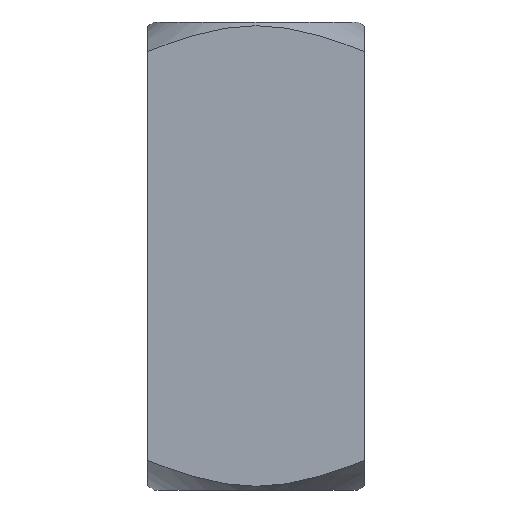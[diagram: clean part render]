
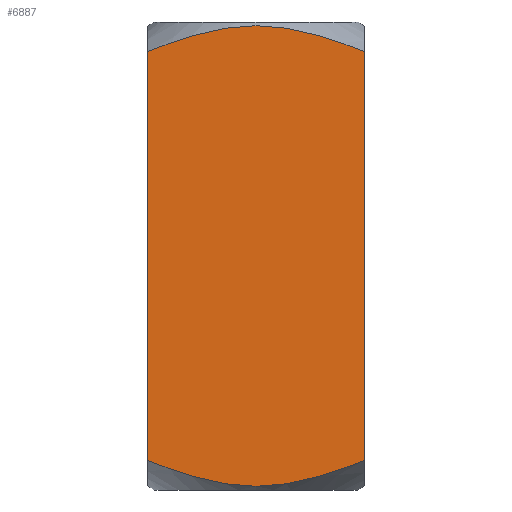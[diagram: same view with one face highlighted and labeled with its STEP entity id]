
A CAD part, front view. The second image highlights one B-rep face of the part: STEP entity #6887.
In plain terms, the highlighted planar face has unit normal (0, -1, 0).
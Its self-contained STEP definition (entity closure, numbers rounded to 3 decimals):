
#24=(
BOUNDED_CURVE()
B_SPLINE_CURVE(2,(#10351,#10352,#10353),.UNSPECIFIED.,.F.,.F.)
B_SPLINE_CURVE_WITH_KNOTS((3,3),(4.178,7.308),
 .UNSPECIFIED.)
CURVE()
GEOMETRIC_REPRESENTATION_ITEM()
RATIONAL_B_SPLINE_CURVE((1.44,1.44,1.193))
REPRESENTATION_ITEM('')
);
#25=(
BOUNDED_CURVE()
B_SPLINE_CURVE(2,(#10355,#10356,#10357),.UNSPECIFIED.,.F.,.F.)
B_SPLINE_CURVE_WITH_KNOTS((3,3),(1.047,4.178),
 .UNSPECIFIED.)
CURVE()
GEOMETRIC_REPRESENTATION_ITEM()
RATIONAL_B_SPLINE_CURVE((1.193,1.44,1.44))
REPRESENTATION_ITEM('')
);
#27=(
BOUNDED_CURVE()
B_SPLINE_CURVE(2,(#10364,#10365,#10366),.UNSPECIFIED.,.F.,.F.)
B_SPLINE_CURVE_WITH_KNOTS((3,3),(4.178,7.308),
 .UNSPECIFIED.)
CURVE()
GEOMETRIC_REPRESENTATION_ITEM()
RATIONAL_B_SPLINE_CURVE((1.44,1.44,1.193))
REPRESENTATION_ITEM('')
);
#28=(
BOUNDED_CURVE()
B_SPLINE_CURVE(2,(#10368,#10369,#10370),.UNSPECIFIED.,.F.,.F.)
B_SPLINE_CURVE_WITH_KNOTS((3,3),(1.047,4.178),
 .UNSPECIFIED.)
CURVE()
GEOMETRIC_REPRESENTATION_ITEM()
RATIONAL_B_SPLINE_CURVE((1.193,1.44,1.44))
REPRESENTATION_ITEM('')
);
#541=PLANE('',#7369);
#875=FACE_OUTER_BOUND('',#1247,.T.);
#1247=EDGE_LOOP('',(#4917,#4918,#4919,#4920,#4921,#4922));
#1636=LINE('',#10333,#2128);
#1642=LINE('',#10372,#2134);
#2128=VECTOR('',#8296,10.);
#2134=VECTOR('',#8314,10.);
#3013=VERTEX_POINT('',#10328);
#3014=VERTEX_POINT('',#10332);
#3017=VERTEX_POINT('',#10346);
#3018=VERTEX_POINT('',#10350);
#3019=VERTEX_POINT('',#10359);
#3020=VERTEX_POINT('',#10363);
#3730=EDGE_CURVE('',#3013,#3014,#1636,.T.);
#3736=EDGE_CURVE('',#3018,#3014,#24,.T.);
#3738=EDGE_CURVE('',#3017,#3018,#25,.T.);
#3740=EDGE_CURVE('',#3020,#3019,#27,.T.);
#3742=EDGE_CURVE('',#3013,#3020,#28,.T.);
#3743=EDGE_CURVE('',#3019,#3017,#1642,.T.);
#4917=ORIENTED_EDGE('',*,*,#3738,.T.);
#4918=ORIENTED_EDGE('',*,*,#3736,.T.);
#4919=ORIENTED_EDGE('',*,*,#3730,.F.);
#4920=ORIENTED_EDGE('',*,*,#3742,.T.);
#4921=ORIENTED_EDGE('',*,*,#3740,.T.);
#4922=ORIENTED_EDGE('',*,*,#3743,.T.);
#6887=ADVANCED_FACE('',(#875),#541,.T.);
#7369=AXIS2_PLACEMENT_3D('',#10373,#8315,#8316);
#8296=DIRECTION('',(0.,0.,-1.));
#8314=DIRECTION('',(0.,0.,-1.));
#8315=DIRECTION('center_axis',(0.,-1.,0.));
#8316=DIRECTION('ref_axis',(0.,0.,-1.));
#10328=CARTESIAN_POINT('',(25.,-25.,47.155));
#10332=CARTESIAN_POINT('',(25.,-25.,-47.155));
#10333=CARTESIAN_POINT('',(25.,-25.,0.));
#10346=CARTESIAN_POINT('',(-25.,-25.,-47.155));
#10350=CARTESIAN_POINT('',(0.,-25.,-53.134));
#10351=CARTESIAN_POINT('Ctrl Pts',(0.,-25.,-53.134));
#10352=CARTESIAN_POINT('Ctrl Pts',(10.355,-25.,-53.134));
#10353=CARTESIAN_POINT('Ctrl Pts',(25.,-25.,-47.155));
#10355=CARTESIAN_POINT('Ctrl Pts',(-25.,-25.,-47.155));
#10356=CARTESIAN_POINT('Ctrl Pts',(-10.355,-25.,-53.134));
#10357=CARTESIAN_POINT('Ctrl Pts',(0.,-25.,-53.134));
#10359=CARTESIAN_POINT('',(-25.,-25.,47.155));
#10363=CARTESIAN_POINT('',(0.,-25.,53.134));
#10364=CARTESIAN_POINT('Ctrl Pts',(0.,-25.,53.134));
#10365=CARTESIAN_POINT('Ctrl Pts',(-10.355,-25.,53.134));
#10366=CARTESIAN_POINT('Ctrl Pts',(-25.,-25.,47.155));
#10368=CARTESIAN_POINT('Ctrl Pts',(25.,-25.,47.155));
#10369=CARTESIAN_POINT('Ctrl Pts',(10.355,-25.,53.134));
#10370=CARTESIAN_POINT('Ctrl Pts',(0.,-25.,53.134));
#10372=CARTESIAN_POINT('',(-25.,-25.,0.));
#10373=CARTESIAN_POINT('Origin',(25.,-25.,0.));
